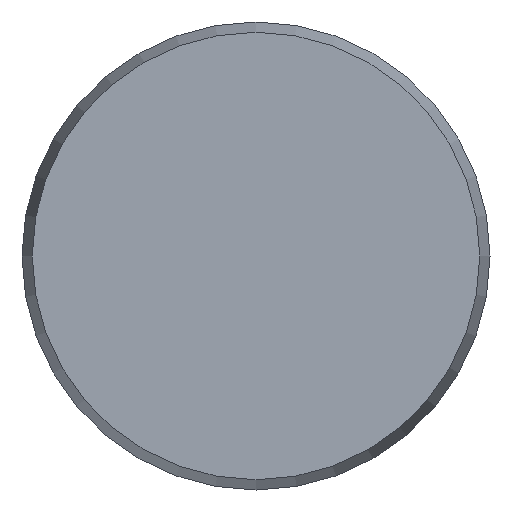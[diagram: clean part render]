
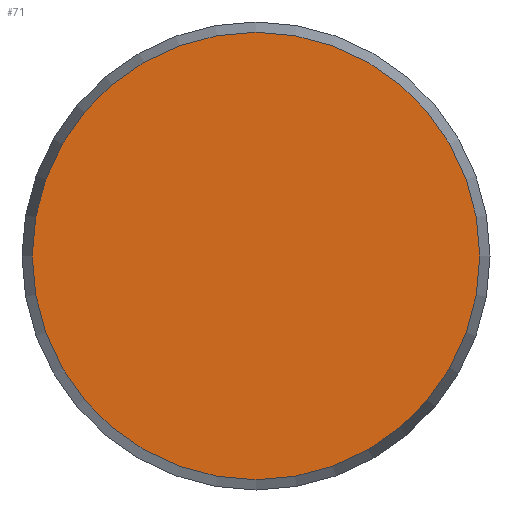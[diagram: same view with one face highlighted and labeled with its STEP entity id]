
A CAD part, front view. The second image highlights one B-rep face of the part: STEP entity #71.
In plain terms, the highlighted planar face has unit normal (0, -1, 0).
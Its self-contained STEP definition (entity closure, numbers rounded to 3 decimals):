
#71 = ADVANCED_FACE( '', ( #172 ), #173, .F. );
#172 = FACE_OUTER_BOUND( '', #345, .T. );
#173 = PLANE( '', #346 );
#345 = EDGE_LOOP( '', ( #490 ) );
#346 = AXIS2_PLACEMENT_3D( '', #491, #492, #493 );
#490 = ORIENTED_EDGE( '', *, *, #768, .T. );
#491 = CARTESIAN_POINT( '', ( 38.25, 0., 0. ) );
#492 = DIRECTION( '', ( 0., 1., 0. ) );
#493 = DIRECTION( '', ( 0., 0., 1. ) );
#768 = EDGE_CURVE( '', #887, #887, #888, .T. );
#887 = VERTEX_POINT( '', #1076 );
#888 = CIRCLE( '', #1077, 38.25 );
#1076 = CARTESIAN_POINT( '', ( 0., 0., -38.25 ) );
#1077 = AXIS2_PLACEMENT_3D( '', #1333, #1334, #1335 );
#1333 = CARTESIAN_POINT( '', ( 0., 0., 0. ) );
#1334 = DIRECTION( '', ( 0., -1., 0. ) );
#1335 = DIRECTION( '', ( 0., 0., -1. ) );
